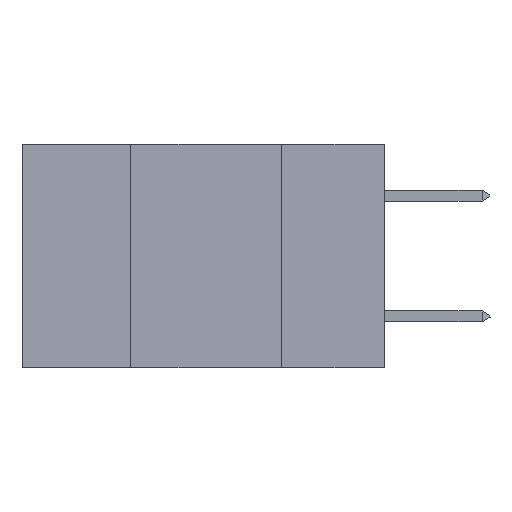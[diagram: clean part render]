
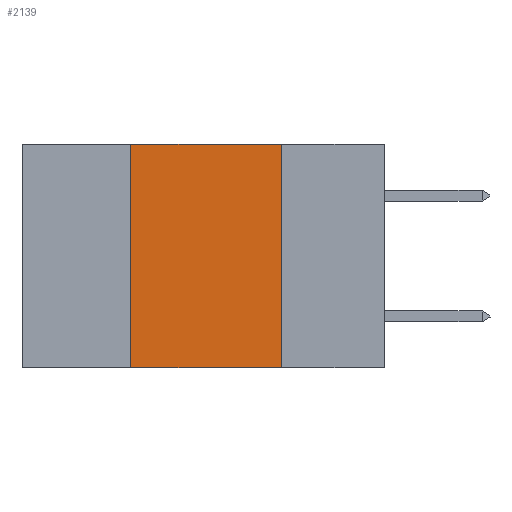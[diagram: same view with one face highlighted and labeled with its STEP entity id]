
A CAD part, left-side view. The second image highlights one B-rep face of the part: STEP entity #2139.
In plain terms, the highlighted planar face has unit normal (-1, 0, 0).
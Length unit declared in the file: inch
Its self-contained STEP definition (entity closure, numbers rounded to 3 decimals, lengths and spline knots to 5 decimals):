
#249 = CARTESIAN_POINT ( 'NONE',  ( 0., 0.42, 0. ) ) ;
#250 = LINE ( 'NONE', #9598, #4782 ) ;
#534 = DIRECTION ( 'NONE',  ( 0., 0., -1. ) ) ;
#724 = AXIS2_PLACEMENT_3D ( 'NONE', #3667, #7297, #2213 ) ;
#941 = CARTESIAN_POINT ( 'NONE',  ( 0., 0.17, -0.37 ) ) ;
#1006 = VERTEX_POINT ( 'NONE', #4658 ) ;
#1203 = EDGE_CURVE ( 'NONE', #1006, #2746, #3964, .T. ) ;
#1428 = VECTOR ( 'NONE', #534, 39.37008 ) ;
#1478 = VECTOR ( 'NONE', #2453, 39.37008 ) ;
#1662 = ORIENTED_EDGE ( 'NONE', *, *, #2485, .T. ) ;
#1830 = VERTEX_POINT ( 'NONE', #7928 ) ;
#1914 = VECTOR ( 'NONE', #5611, 39.37008 ) ;
#2139 = ADVANCED_FACE ( 'NONE', ( #7388 ), #3894, .F. ) ;
#2213 = DIRECTION ( 'NONE',  ( 0., 0., -1. ) ) ;
#2453 = DIRECTION ( 'NONE',  ( 0., -1., 0. ) ) ;
#2485 = EDGE_CURVE ( 'NONE', #1830, #2746, #4195, .T. ) ;
#2746 = VERTEX_POINT ( 'NONE', #941 ) ;
#3667 = CARTESIAN_POINT ( 'NONE',  ( 0., 0.6, 0. ) ) ;
#3894 = PLANE ( 'NONE',  #724 ) ;
#3964 = LINE ( 'NONE', #6892, #1428 ) ;
#4195 = LINE ( 'NONE', #4898, #1914 ) ;
#4464 = DIRECTION ( 'NONE',  ( 0., 0., 1. ) ) ;
#4658 = CARTESIAN_POINT ( 'NONE',  ( 0., 0.17, 0. ) ) ;
#4782 = VECTOR ( 'NONE', #4464, 39.37008 ) ;
#4885 = VERTEX_POINT ( 'NONE', #249 ) ;
#4898 = CARTESIAN_POINT ( 'NONE',  ( 0., 0.6, -0.37 ) ) ;
#4965 = CARTESIAN_POINT ( 'NONE',  ( 0., 0.6, 0. ) ) ;
#4992 = ORIENTED_EDGE ( 'NONE', *, *, #6896, .F. ) ;
#5611 = DIRECTION ( 'NONE',  ( 0., -1., 0. ) ) ;
#6002 = LINE ( 'NONE', #4965, #1478 ) ;
#6892 = CARTESIAN_POINT ( 'NONE',  ( 0., 0.17, 0. ) ) ;
#6896 = EDGE_CURVE ( 'NONE', #4885, #1006, #6002, .T. ) ;
#6981 = ORIENTED_EDGE ( 'NONE', *, *, #1203, .F. ) ;
#7297 = DIRECTION ( 'NONE',  ( 1., 0., 0. ) ) ;
#7388 = FACE_OUTER_BOUND ( 'NONE', #7625, .T. ) ;
#7389 = ORIENTED_EDGE ( 'NONE', *, *, #7677, .F. ) ;
#7625 = EDGE_LOOP ( 'NONE', ( #6981, #4992, #7389, #1662 ) ) ;
#7677 = EDGE_CURVE ( 'NONE', #1830, #4885, #250, .T. ) ;
#7928 = CARTESIAN_POINT ( 'NONE',  ( 0., 0.42, -0.37 ) ) ;
#9598 = CARTESIAN_POINT ( 'NONE',  ( 0., 0.42, 0. ) ) ;
